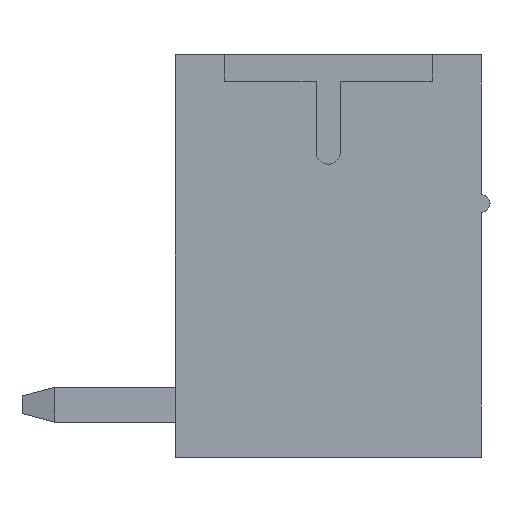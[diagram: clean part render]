
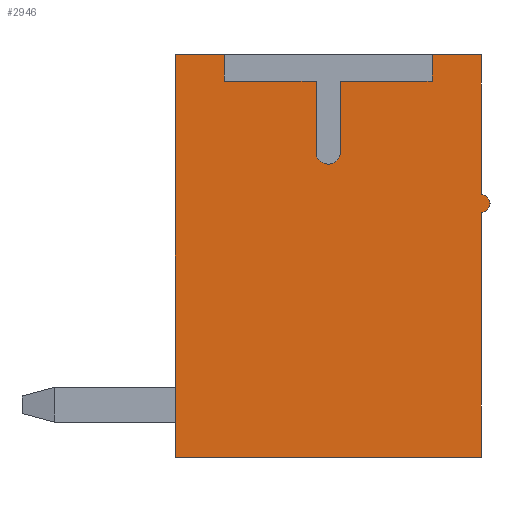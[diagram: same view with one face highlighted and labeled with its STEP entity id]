
A CAD part, left-side view. The second image highlights one B-rep face of the part: STEP entity #2946.
In plain terms, the highlighted planar face has unit normal (-1, 0, 0).
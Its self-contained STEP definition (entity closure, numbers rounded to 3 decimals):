
#2946 = ADVANCED_FACE( '', ( #6029 ), #6030, .F. );
#6029 = FACE_OUTER_BOUND( '', #9248, .T. );
#6030 = PLANE( '', #9249 );
#9248 = EDGE_LOOP( '', ( #17726, #17727, #17728, #17729, #17730, #17731, #17732, #17733, #17734, #17735, #17736, #17737, #17738, #17739 ) );
#9249 = AXIS2_PLACEMENT_3D( '', #17740, #17741, #17742 );
#17726 = ORIENTED_EDGE( '', *, *, #23362, .T. );
#17727 = ORIENTED_EDGE( '', *, *, #21973, .T. );
#17728 = ORIENTED_EDGE( '', *, *, #21569, .T. );
#17729 = ORIENTED_EDGE( '', *, *, #21593, .T. );
#17730 = ORIENTED_EDGE( '', *, *, #22170, .T. );
#17731 = ORIENTED_EDGE( '', *, *, #22873, .T. );
#17732 = ORIENTED_EDGE( '', *, *, #22910, .T. );
#17733 = ORIENTED_EDGE( '', *, *, #22900, .T. );
#17734 = ORIENTED_EDGE( '', *, *, #22935, .T. );
#17735 = ORIENTED_EDGE( '', *, *, #21978, .T. );
#17736 = ORIENTED_EDGE( '', *, *, #23363, .T. );
#17737 = ORIENTED_EDGE( '', *, *, #21204, .T. );
#17738 = ORIENTED_EDGE( '', *, *, #19821, .T. );
#17739 = ORIENTED_EDGE( '', *, *, #21572, .T. );
#17740 = CARTESIAN_POINT( '', ( -44.26, 0., 2.375 ) );
#17741 = DIRECTION( '', ( 1., 0., 0. ) );
#17742 = DIRECTION( '', ( 0., 0., -1. ) );
#19821 = EDGE_CURVE( '', #23775, #23776, #23777, .T. );
#21204 = EDGE_CURVE( '', #26156, #23775, #26157, .T. );
#21569 = EDGE_CURVE( '', #26746, #26744, #26747, .T. );
#21572 = EDGE_CURVE( '', #23776, #26750, #26751, .F. );
#21593 = EDGE_CURVE( '', #26744, #26776, #26778, .T. );
#21973 = EDGE_CURVE( '', #27359, #26746, #27360, .T. );
#21978 = EDGE_CURVE( '', #27366, #27364, #27367, .T. );
#22170 = EDGE_CURVE( '', #26776, #27666, #27668, .T. );
#22873 = EDGE_CURVE( '', #27666, #28618, #28620, .T. );
#22900 = EDGE_CURVE( '', #28653, #28651, #28654, .T. );
#22910 = EDGE_CURVE( '', #28618, #28653, #28665, .T. );
#22935 = EDGE_CURVE( '', #28651, #27366, #28695, .T. );
#23362 = EDGE_CURVE( '', #26750, #27359, #29192, .T. );
#23363 = EDGE_CURVE( '', #27364, #26156, #29193, .T. );
#23775 = VERTEX_POINT( '', #29656 );
#23776 = VERTEX_POINT( '', #29657 );
#23777 = LINE( '', #29658, #29659 );
#26156 = VERTEX_POINT( '', #33110 );
#26157 = LINE( '', #33111, #33112 );
#26744 = VERTEX_POINT( '', #33984 );
#26746 = VERTEX_POINT( '', #33987 );
#26747 = LINE( '', #33988, #33989 );
#26750 = VERTEX_POINT( '', #33993 );
#26751 = CIRCLE( '', #33994, 0.2 );
#26776 = VERTEX_POINT( '', #34030 );
#26778 = LINE( '', #34033, #34034 );
#27359 = VERTEX_POINT( '', #34885 );
#27360 = LINE( '', #34886, #34887 );
#27364 = VERTEX_POINT( '', #34894 );
#27366 = VERTEX_POINT( '', #34897 );
#27367 = LINE( '', #34898, #34899 );
#27666 = VERTEX_POINT( '', #35374 );
#27668 = LINE( '', #35377, #35378 );
#28618 = VERTEX_POINT( '', #36793 );
#28620 = CIRCLE( '', #36796, 0.275 );
#28651 = VERTEX_POINT( '', #36839 );
#28653 = VERTEX_POINT( '', #36842 );
#28654 = LINE( '', #36843, #36844 );
#28665 = LINE( '', #36861, #36862 );
#28695 = LINE( '', #36904, #36905 );
#29192 = LINE( '', #37632, #37633 );
#29193 = LINE( '', #37634, #37635 );
#29656 = CARTESIAN_POINT( '', ( -44.26, -3.5, -4.6 ) );
#29657 = CARTESIAN_POINT( '', ( -44.26, -3.5, 1. ) );
#29658 = CARTESIAN_POINT( '', ( -44.26, -3.5, -4.6 ) );
#29659 = VECTOR( '', #38139, 1000. );
#33110 = CARTESIAN_POINT( '', ( -44.26, 3.5, -4.6 ) );
#33111 = CARTESIAN_POINT( '', ( -44.26, 3.5, -4.6 ) );
#33112 = VECTOR( '', #39386, 1000. );
#33984 = CARTESIAN_POINT( '', ( -44.26, -2.375, 4. ) );
#33987 = CARTESIAN_POINT( '', ( -44.26, -2.375, 4.6 ) );
#33988 = CARTESIAN_POINT( '', ( -44.26, -2.375, 4.6 ) );
#33989 = VECTOR( '', #39721, 1000. );
#33993 = CARTESIAN_POINT( '', ( -44.26, -3.5, 1.4 ) );
#33994 = AXIS2_PLACEMENT_3D( '', #39723, #39724, #39725 );
#34030 = CARTESIAN_POINT( '', ( -44.26, -0.275, 4. ) );
#34033 = CARTESIAN_POINT( '', ( -44.26, -2.375, 4. ) );
#34034 = VECTOR( '', #39744, 1000. );
#34885 = CARTESIAN_POINT( '', ( -44.26, -3.5, 4.6 ) );
#34886 = CARTESIAN_POINT( '', ( -44.26, -3.871, 4.6 ) );
#34887 = VECTOR( '', #40075, 1000. );
#34894 = CARTESIAN_POINT( '', ( -44.26, 3.5, 4.6 ) );
#34897 = CARTESIAN_POINT( '', ( -44.26, 2.375, 4.6 ) );
#34898 = CARTESIAN_POINT( '', ( -44.26, 2.375, 4.6 ) );
#34899 = VECTOR( '', #40080, 1000. );
#35374 = CARTESIAN_POINT( '', ( -44.26, -0.275, 2.375 ) );
#35377 = CARTESIAN_POINT( '', ( -44.26, -0.275, 4. ) );
#35378 = VECTOR( '', #40294, 1000. );
#36793 = CARTESIAN_POINT( '', ( -44.26, 0.275, 2.375 ) );
#36796 = AXIS2_PLACEMENT_3D( '', #40863, #40864, #40865 );
#36839 = CARTESIAN_POINT( '', ( -44.26, 2.375, 4. ) );
#36842 = CARTESIAN_POINT( '', ( -44.26, 0.275, 4. ) );
#36843 = CARTESIAN_POINT( '', ( -44.26, 0.275, 4. ) );
#36844 = VECTOR( '', #40882, 1000. );
#36861 = CARTESIAN_POINT( '', ( -44.26, 0.275, 2.375 ) );
#36862 = VECTOR( '', #40889, 1000. );
#36904 = CARTESIAN_POINT( '', ( -44.26, 2.375, 4. ) );
#36905 = VECTOR( '', #40905, 1000. );
#37632 = CARTESIAN_POINT( '', ( -44.26, -3.5, 1.4 ) );
#37633 = VECTOR( '', #41190, 1000. );
#37634 = CARTESIAN_POINT( '', ( -44.26, 3.5, 4.6 ) );
#37635 = VECTOR( '', #41191, 1000. );
#38139 = DIRECTION( '', ( 0., 0., 1. ) );
#39386 = DIRECTION( '', ( 0., -1., 0. ) );
#39721 = DIRECTION( '', ( 0., 0., -1. ) );
#39723 = CARTESIAN_POINT( '', ( -44.26, -3.5, 1.2 ) );
#39724 = DIRECTION( '', ( 1., 0., 0. ) );
#39725 = DIRECTION( '', ( 0., 0., -1. ) );
#39744 = DIRECTION( '', ( 0., 1., 0. ) );
#40075 = DIRECTION( '', ( 0., 1., 0. ) );
#40080 = DIRECTION( '', ( 0., 1., 0. ) );
#40294 = DIRECTION( '', ( 0., 0., -1. ) );
#40863 = CARTESIAN_POINT( '', ( -44.26, 0., 2.375 ) );
#40864 = DIRECTION( '', ( 1., 0., 0. ) );
#40865 = DIRECTION( '', ( 0., -1., 0. ) );
#40882 = DIRECTION( '', ( 0., 1., 0. ) );
#40889 = DIRECTION( '', ( 0., 0., 1. ) );
#40905 = DIRECTION( '', ( 0., 0., 1. ) );
#41190 = DIRECTION( '', ( 0., 0., 1. ) );
#41191 = DIRECTION( '', ( 0., 0., -1. ) );
